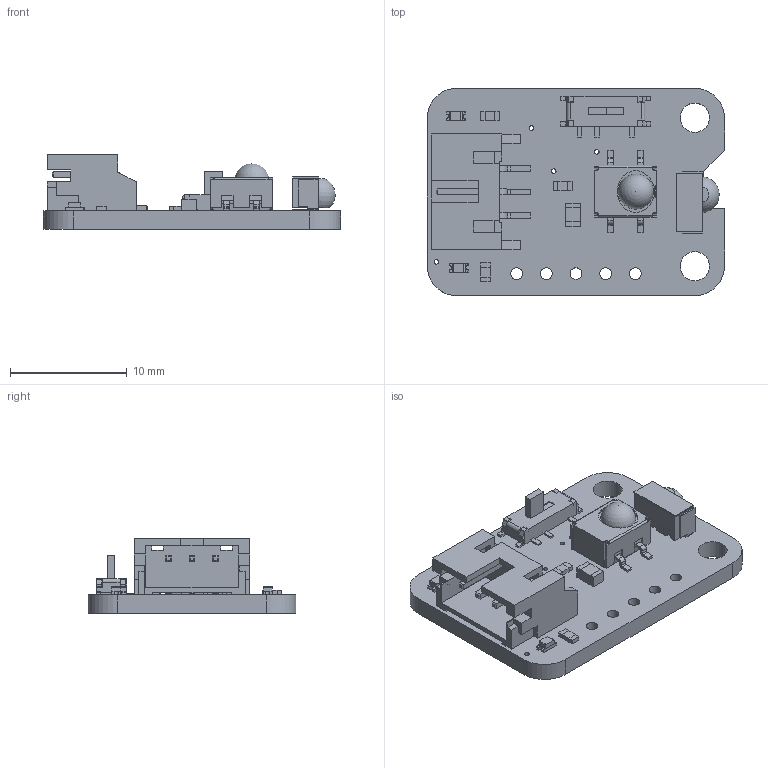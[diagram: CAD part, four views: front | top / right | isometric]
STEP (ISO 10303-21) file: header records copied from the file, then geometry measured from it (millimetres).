
FILE_DESCRIPTION(/* description */ (''),/* implementation_level */ '2;1');
FILE_NAME(/* name */ 'PCB Component.step',/* time_stamp */ '2024-05-22T13:34:30-04:00',/* author */ (''),/* organization */ (''),/* preprocessor_version */ 'ST-DEVELOPER v20',/* originating_system */ 'Autodesk Translation Framework v13.14.0.145',/* authorisation */ '');
FILE_SCHEMA (('AUTOMOTIVE_DESIGN { 1 0 10303 214 3 1 1 }'));
Length unit declared in the file: millimetre
Products named in the file (9): PCB Component; Board; 10uF; RED; 100; JST PH 3; IRM-H6XXT; IRM-V5; SPDT Slide
Assembly tree (11 placements, depth 2):
  PCB Component
    Board
    10uF
    RED  x2
    100  x3
    JST PH 3
    IRM-H6XXT
    IRM-V5
    SPDT Slide
Bounding box: 25.4 x 17.78 x 6.37 mm (x, y, z)
Volume: 910.3 mm3; surface area: 2043.7 mm2
Topology: 34 solids, 34 shells, 724 faces, 1899 edges, 1243 vertices
Faces by surface type: plane 618, cylinder 94, bspline 8, sphere 2, cone 2
Full cylindrical faces by diameter (mm): 0.394 x5, 0.8 x2, 0.9 x2, 1 x8, 2.5 x2
Entity records: 19861 total; most frequent: CARTESIAN_POINT 3513, ORIENTED_EDGE 3334, DIRECTION 3161, EDGE_CURVE 1667, LINE 1463, VECTOR 1463, VERTEX_POINT 1089, AXIS2_PLACEMENT_3D 849
